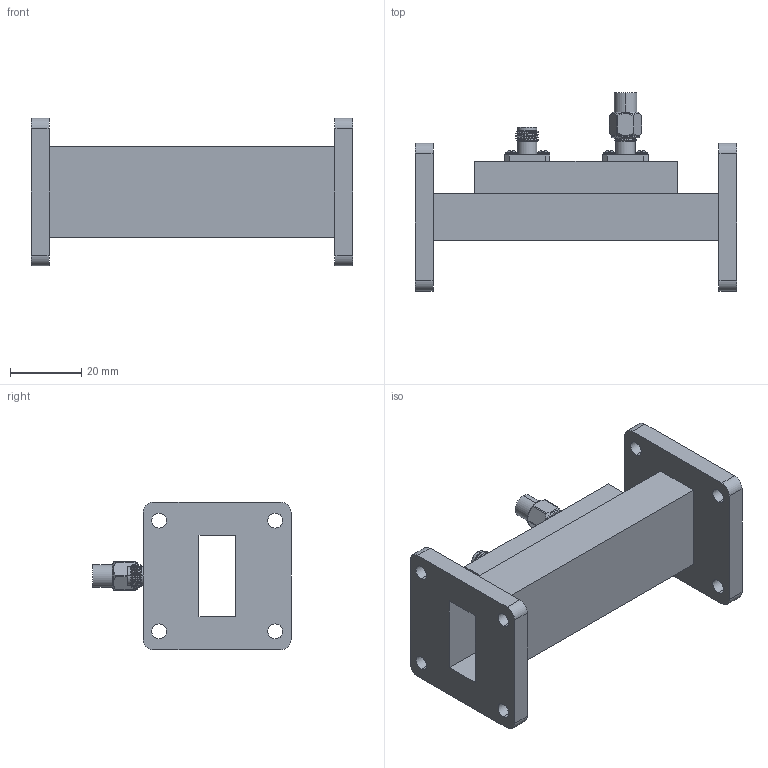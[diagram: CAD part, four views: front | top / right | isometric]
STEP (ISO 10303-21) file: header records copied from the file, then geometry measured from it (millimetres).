
FILE_DESCRIPTION (( 'STEP AP214' ), '1' );
FILE_NAME ('FMWCP1100S-50_3D.step', '2024-05-23T18:03:11', ( '' ), ( '' ), 'SwSTEP 2.0', 'SolidWorks 2022', '' );
FILE_SCHEMA (( 'AUTOMOTIVE_DESIGN' ));
Length unit declared in the file: inch
Products named in the file (5): SMA-50K^FMWCP1100S-50; Coaxial Load^FMWCP1100S-50; FMWCP1100S-50_3D; FMWCP1100S_body^FMWCP1100S-50; M2x6mm^FMWCP1100S-50
Assembly tree (10 placements, depth 2):
  FMWCP1100S-50_3D
    FMWCP1100S_body^FMWCP1100S-50
    M2x6mm^FMWCP1100S-50  x7
    SMA-50K^FMWCP1100S-50
    Coaxial Load^FMWCP1100S-50
Bounding box: 90 x 55.48 x 41.4 mm (x, y, z)
Volume: 33382.6 mm3; surface area: 23453.7 mm2
Topology: 12 solids, 12 shells, 896 faces, 2302 edges, 1496 vertices
Faces by surface type: cylinder 392, plane 337, cone 99, torus 38, bspline 22, sphere 8
Entity records: 45273 total; most frequent: CARTESIAN_POINT 18493, ORIENTED_EDGE 4036, DIRECTION 3612, EDGE_CURVE 2018, AXIS2_PLACEMENT_3D 1428, VERTEX_POINT 1334, EDGE_LOOP 850, FACE_OUTER_BOUND 764
